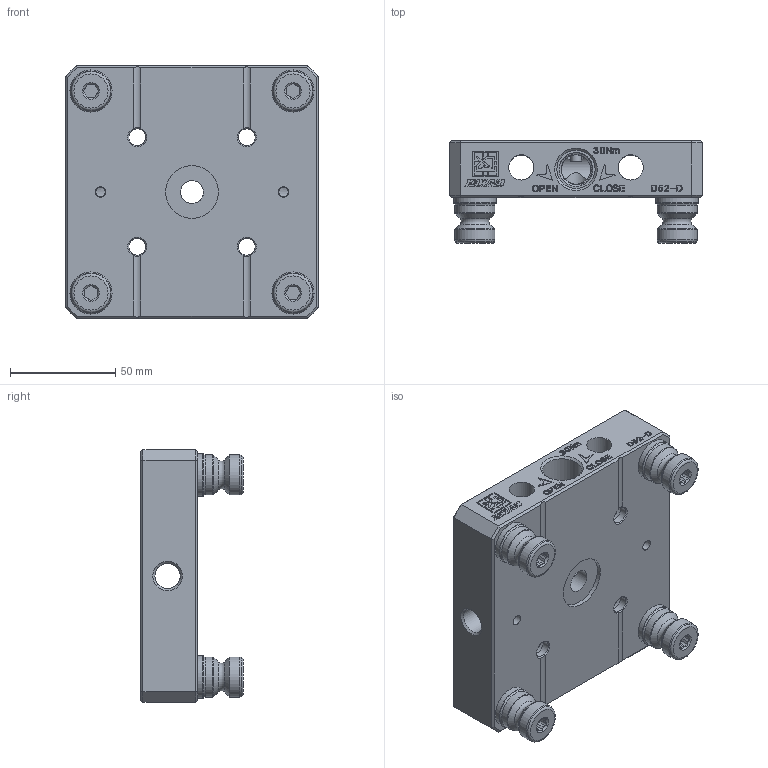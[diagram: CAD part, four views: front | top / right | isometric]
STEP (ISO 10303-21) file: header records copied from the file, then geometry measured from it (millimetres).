
FILE_DESCRIPTION(/* description */ (''),/* implementation_level */ '2;1');
FILE_NAME(/* name */ '',/* time_stamp */ '2025-03-31T18:33:58+08:00',/* author */ (''),/* organization */ (''),/* preprocessor_version */ 'ST-DEVELOPER v11',/* originating_system */ 'SIEMENS PLM Software NX 7.0',/* authorisation */ '');
FILE_SCHEMA (('CONFIG_CONTROL_DESIGN'));
Length unit declared in the file: millimetre
Products named in the file (1): Admi736Emry3
Bounding box: 120 x 48.6 x 120 mm (x, y, z)
Volume: 320286 mm3; surface area: 74050.5 mm2
Topology: 6 solids, 6 shells, 717 faces, 1853 edges, 1205 vertices
Faces by surface type: plane 434, cylinder 131, cone 58, torus 44, extrusion 34, bspline 16
Full cylindrical faces by diameter (mm): 4.2 x4, 4.5 x2, 5 x4, 6 x1, 8 x4, 8.5 x4, 10 x5, 11 x6, 12 x11, 14 x10, 15 x4, 15.5 x4, 15.7 x4, 16 x8, 18 x4, 18.2 x1, 19 x8, 20 x4, 25 x1
Entity records: 25181 total; most frequent: CARTESIAN_POINT 9374, ORIENTED_EDGE 3108, DIRECTION 2939, EDGE_CURVE 1554, VERTEX_POINT 1106, VECTOR 1065, LINE 1031, EDGE_LOOP 992
